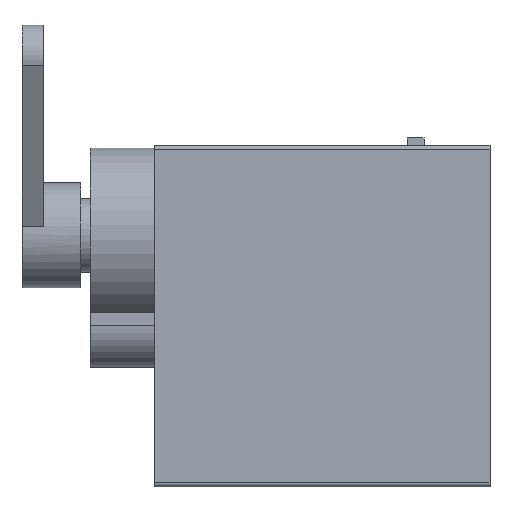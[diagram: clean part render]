
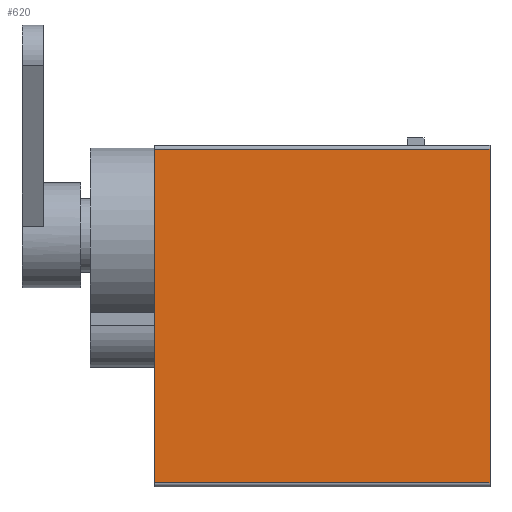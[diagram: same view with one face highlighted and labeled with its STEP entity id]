
A CAD part, left-side view. The second image highlights one B-rep face of the part: STEP entity #620.
In plain terms, the highlighted planar face has unit normal (-1, 0, 0).
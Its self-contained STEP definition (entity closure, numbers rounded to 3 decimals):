
#95=FACE_OUTER_BOUND('',#136,.T.);
#136=EDGE_LOOP('',(#446,#447,#448,#449));
#197=LINE('',#1026,#249);
#198=LINE('',#1028,#250);
#199=LINE('',#1030,#251);
#200=LINE('',#1031,#252);
#249=VECTOR('',#806,10.);
#250=VECTOR('',#807,10.);
#251=VECTOR('',#808,10.);
#252=VECTOR('',#809,10.);
#298=VERTEX_POINT('',#1024);
#299=VERTEX_POINT('',#1025);
#300=VERTEX_POINT('',#1027);
#301=VERTEX_POINT('',#1029);
#357=EDGE_CURVE('',#298,#299,#197,.T.);
#358=EDGE_CURVE('',#300,#298,#198,.T.);
#359=EDGE_CURVE('',#301,#300,#199,.T.);
#360=EDGE_CURVE('',#299,#301,#200,.T.);
#446=ORIENTED_EDGE('',*,*,#357,.F.);
#447=ORIENTED_EDGE('',*,*,#358,.F.);
#448=ORIENTED_EDGE('',*,*,#359,.F.);
#449=ORIENTED_EDGE('',*,*,#360,.F.);
#595=PLANE('',#699);
#620=ADVANCED_FACE('',(#95),#595,.T.);
#699=AXIS2_PLACEMENT_3D('',#1023,#804,#805);
#804=DIRECTION('center_axis',(-1.,0.,0.));
#805=DIRECTION('ref_axis',(0.,0.,1.));
#806=DIRECTION('',(0.,1.,0.));
#807=DIRECTION('',(0.,0.,-1.));
#808=DIRECTION('',(0.,-1.,0.));
#809=DIRECTION('',(0.,0.,1.));
#1023=CARTESIAN_POINT('Origin',(-6.25,0.,-11.375));
#1024=CARTESIAN_POINT('',(-6.25,0.,-11.125));
#1025=CARTESIAN_POINT('',(-6.25,22.35,-11.125));
#1026=CARTESIAN_POINT('',(-6.25,0.,-11.125));
#1027=CARTESIAN_POINT('',(-6.25,0.,11.125));
#1028=CARTESIAN_POINT('',(-6.25,0.,11.375));
#1029=CARTESIAN_POINT('',(-6.25,22.35,11.125));
#1030=CARTESIAN_POINT('',(-6.25,0.,11.125));
#1031=CARTESIAN_POINT('',(-6.25,22.35,11.375));
